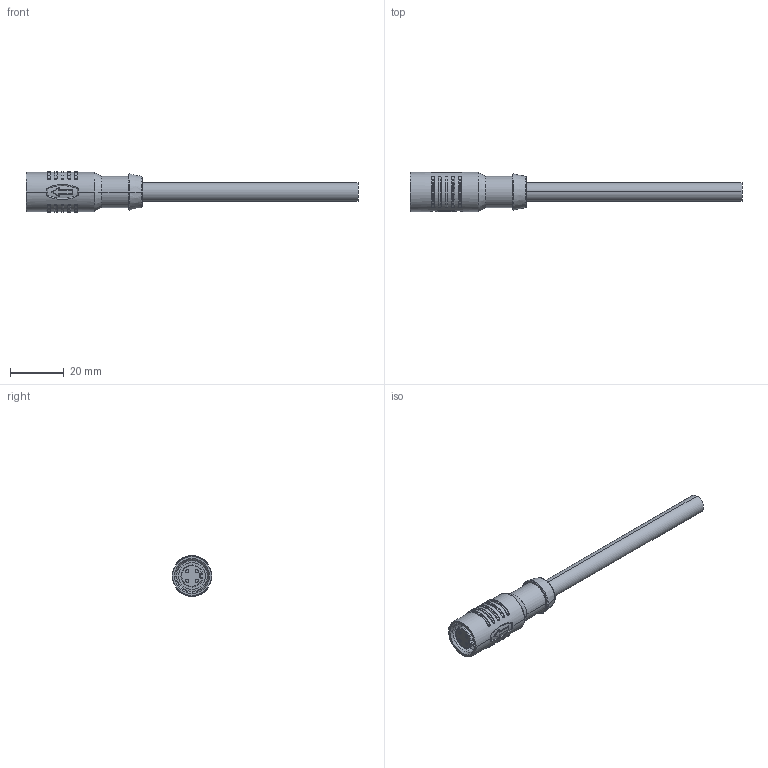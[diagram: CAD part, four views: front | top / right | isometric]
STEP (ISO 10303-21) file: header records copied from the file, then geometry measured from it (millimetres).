
FILE_DESCRIPTION (( 'STEP AP203' ), '1' );
FILE_NAME ('P145.STEP', '2020-03-31T03:50:29', ( 'edpusr' ), ( 'Microsoft' ), 'SwSTEP 2.0', 'SolidWorks 2015', '' );
FILE_SCHEMA (( 'CONFIG_CONTROL_DESIGN' ));
Length unit declared in the file: millimetre
Products named in the file (1): P145
Bounding box: 123 x 14.5 x 15.1 mm (x, y, z)
Volume: 9151 mm3; surface area: 6082.6 mm2
Topology: 3 solids, 3 shells, 434 faces, 1145 edges, 721 vertices
Faces by surface type: bspline 255, cylinder 89, plane 74, cone 16
Entity records: 19986 total; most frequent: CARTESIAN_POINT 11145, ORIENTED_EDGE 2244, EDGE_CURVE 1122, DIRECTION 1120, VERTEX_POINT 721, B_SPLINE_CURVE_WITH_KNOTS 499, EDGE_LOOP 461, FACE_OUTER_BOUND 434
